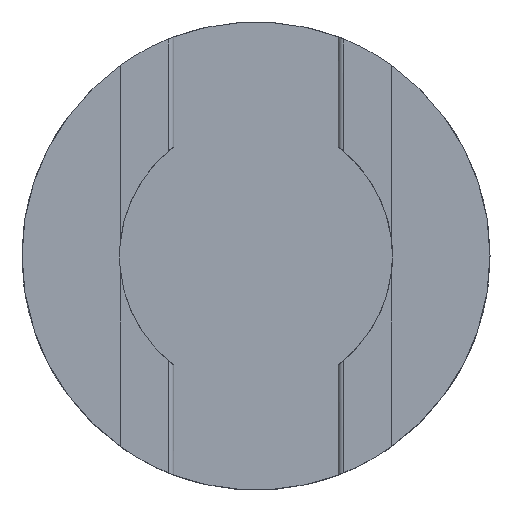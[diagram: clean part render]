
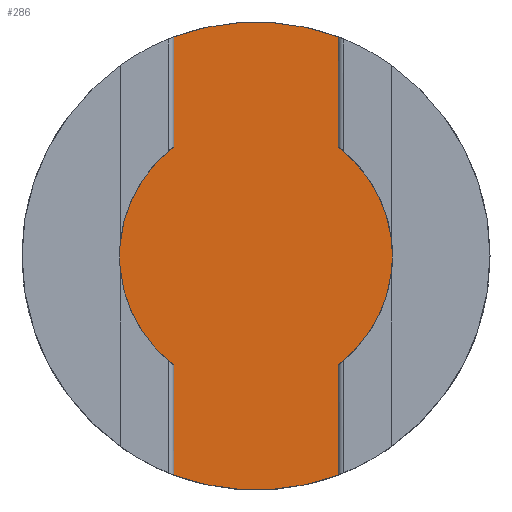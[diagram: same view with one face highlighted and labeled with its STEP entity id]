
A CAD part, top view. The second image highlights one B-rep face of the part: STEP entity #286.
In plain terms, the highlighted planar face has unit normal (0, 0, 1).
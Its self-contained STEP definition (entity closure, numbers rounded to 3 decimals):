
#42 = CARTESIAN_POINT ( 'NONE',  ( 4.43, 11.796, 1.1 ) ) ;
#114 = DIRECTION ( 'NONE',  ( 1., 0., 0. ) ) ;
#130 = AXIS2_PLACEMENT_3D ( 'NONE', #1297, #626, #908 ) ;
#133 = EDGE_CURVE ( 'NONE', #1420, #939, #1379, .T. ) ;
#138 = VERTEX_POINT ( 'NONE', #989 ) ;
#144 = CARTESIAN_POINT ( 'NONE',  ( 4.43, -5.865, 1.1 ) ) ;
#157 = CIRCLE ( 'NONE', #369, 7.35 ) ;
#193 = VERTEX_POINT ( 'NONE', #144 ) ;
#194 = CARTESIAN_POINT ( 'NONE',  ( 4.43, 5.865, 1.1 ) ) ;
#208 = LINE ( 'NONE', #360, #874 ) ;
#227 = CARTESIAN_POINT ( 'NONE',  ( -4.43, 11.796, 1.1 ) ) ;
#232 = CARTESIAN_POINT ( 'NONE',  ( 0., 0., 1.1 ) ) ;
#241 = DIRECTION ( 'NONE',  ( 1., 0., 0. ) ) ;
#286 = ADVANCED_FACE ( 'NONE', ( #1640 ), #1399, .T. ) ;
#295 = CARTESIAN_POINT ( 'NONE',  ( -4.43, 11.796, 1.1 ) ) ;
#314 = DIRECTION ( 'NONE',  ( 0., 0., -1. ) ) ;
#360 = CARTESIAN_POINT ( 'NONE',  ( 4.43, 11.796, 1.1 ) ) ;
#365 = ORIENTED_EDGE ( 'NONE', *, *, #1289, .F. ) ;
#369 = AXIS2_PLACEMENT_3D ( 'NONE', #781, #1016, #1143 ) ;
#378 = DIRECTION ( 'NONE',  ( 1., 0., 0. ) ) ;
#521 = ORIENTED_EDGE ( 'NONE', *, *, #1580, .T. ) ;
#545 = DIRECTION ( 'NONE',  ( 1., 0., 0. ) ) ;
#564 = ORIENTED_EDGE ( 'NONE', *, *, #1569, .T. ) ;
#587 = ORIENTED_EDGE ( 'NONE', *, *, #1339, .T. ) ;
#626 = DIRECTION ( 'NONE',  ( 0., 0., -1. ) ) ;
#639 = VECTOR ( 'NONE', #1358, 1000. ) ;
#648 = VERTEX_POINT ( 'NONE', #194 ) ;
#690 = ORIENTED_EDGE ( 'NONE', *, *, #694, .F. ) ;
#692 = ORIENTED_EDGE ( 'NONE', *, *, #1184, .T. ) ;
#694 = EDGE_CURVE ( 'NONE', #1437, #193, #1106, .T. ) ;
#715 = CIRCLE ( 'NONE', #1067, 12.6 ) ;
#721 = DIRECTION ( 'NONE',  ( 0., 1., 0. ) ) ;
#724 = CARTESIAN_POINT ( 'NONE',  ( -4.43, -5.865, 1.1 ) ) ;
#781 = CARTESIAN_POINT ( 'NONE',  ( 0., 0., 1.1 ) ) ;
#811 = CARTESIAN_POINT ( 'NONE',  ( -4.43, 5.865, 1.1 ) ) ;
#828 = CARTESIAN_POINT ( 'NONE',  ( 7.35, 0., 1.1 ) ) ;
#874 = VECTOR ( 'NONE', #721, 1000. ) ;
#908 = DIRECTION ( 'NONE',  ( 1., 0., 0. ) ) ;
#935 = CIRCLE ( 'NONE', #1354, 12.6 ) ;
#939 = VERTEX_POINT ( 'NONE', #811 ) ;
#967 = ORIENTED_EDGE ( 'NONE', *, *, #1232, .F. ) ;
#989 = CARTESIAN_POINT ( 'NONE',  ( 4.43, 11.796, 1.1 ) ) ;
#993 = VERTEX_POINT ( 'NONE', #1087 ) ;
#1016 = DIRECTION ( 'NONE',  ( 0., 0., -1. ) ) ;
#1017 = CARTESIAN_POINT ( 'NONE',  ( 0., 0., 1.1 ) ) ;
#1067 = AXIS2_PLACEMENT_3D ( 'NONE', #232, #1368, #114 ) ;
#1087 = CARTESIAN_POINT ( 'NONE',  ( -4.43, -11.796, 1.1 ) ) ;
#1096 = CARTESIAN_POINT ( 'NONE',  ( 0., 0., 1.1 ) ) ;
#1106 = CIRCLE ( 'NONE', #1552, 7.35 ) ;
#1110 = ORIENTED_EDGE ( 'NONE', *, *, #133, .T. ) ;
#1128 = EDGE_LOOP ( 'NONE', ( #587, #690, #967, #692, #564, #1110, #365, #1426, #521 ) ) ;
#1143 = DIRECTION ( 'NONE',  ( 1., 0., 0. ) ) ;
#1184 = EDGE_CURVE ( 'NONE', #648, #138, #208, .T. ) ;
#1214 = VERTEX_POINT ( 'NONE', #1485 ) ;
#1230 = VECTOR ( 'NONE', #1320, 1000. ) ;
#1232 = EDGE_CURVE ( 'NONE', #648, #1437, #157, .T. ) ;
#1241 = CARTESIAN_POINT ( 'NONE',  ( 0., 0., 1.1 ) ) ;
#1280 = CIRCLE ( 'NONE', #130, 7.35 ) ;
#1289 = EDGE_CURVE ( 'NONE', #1468, #939, #1280, .T. ) ;
#1297 = CARTESIAN_POINT ( 'NONE',  ( 0., 0., 1.1 ) ) ;
#1320 = DIRECTION ( 'NONE',  ( 0., 1., 0. ) ) ;
#1339 = EDGE_CURVE ( 'NONE', #1214, #193, #1559, .T. ) ;
#1354 = AXIS2_PLACEMENT_3D ( 'NONE', #1241, #1492, #241 ) ;
#1358 = DIRECTION ( 'NONE',  ( 0., -1., 0. ) ) ;
#1368 = DIRECTION ( 'NONE',  ( 0., 0., 1. ) ) ;
#1370 = CARTESIAN_POINT ( 'NONE',  ( -4.43, 11.796, 1.1 ) ) ;
#1379 = LINE ( 'NONE', #1370, #1515 ) ;
#1384 = AXIS2_PLACEMENT_3D ( 'NONE', #1017, #1520, #378 ) ;
#1399 = PLANE ( 'NONE',  #1384 ) ;
#1420 = VERTEX_POINT ( 'NONE', #295 ) ;
#1426 = ORIENTED_EDGE ( 'NONE', *, *, #1460, .T. ) ;
#1434 = LINE ( 'NONE', #227, #639 ) ;
#1437 = VERTEX_POINT ( 'NONE', #828 ) ;
#1460 = EDGE_CURVE ( 'NONE', #1468, #993, #1434, .T. ) ;
#1468 = VERTEX_POINT ( 'NONE', #724 ) ;
#1485 = CARTESIAN_POINT ( 'NONE',  ( 4.43, -11.796, 1.1 ) ) ;
#1492 = DIRECTION ( 'NONE',  ( 0., 0., 1. ) ) ;
#1515 = VECTOR ( 'NONE', #1610, 1000. ) ;
#1520 = DIRECTION ( 'NONE',  ( 0., 0., 1. ) ) ;
#1552 = AXIS2_PLACEMENT_3D ( 'NONE', #1096, #314, #545 ) ;
#1559 = LINE ( 'NONE', #42, #1230 ) ;
#1569 = EDGE_CURVE ( 'NONE', #138, #1420, #935, .T. ) ;
#1580 = EDGE_CURVE ( 'NONE', #993, #1214, #715, .T. ) ;
#1610 = DIRECTION ( 'NONE',  ( 0., -1., 0. ) ) ;
#1640 = FACE_OUTER_BOUND ( 'NONE', #1128, .T. ) ;
